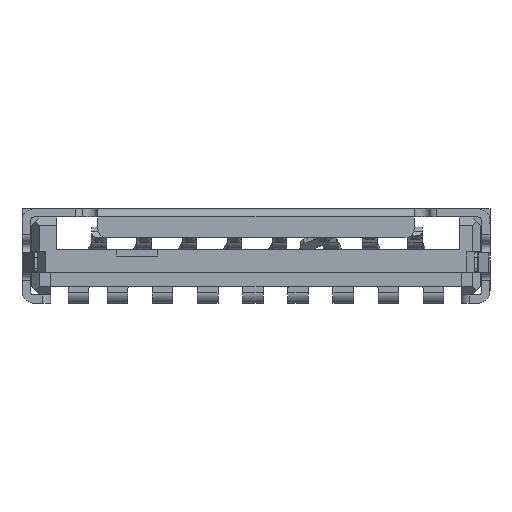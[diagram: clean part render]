
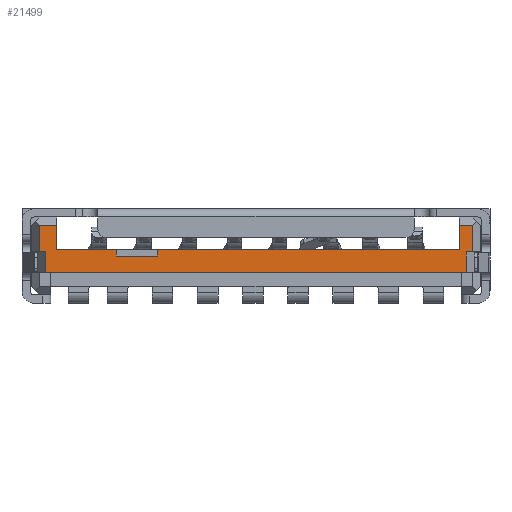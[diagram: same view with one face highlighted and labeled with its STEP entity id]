
A CAD part, front view. The second image highlights one B-rep face of the part: STEP entity #21499.
In plain terms, the highlighted free-form (B-spline) face has degree [1, 1] with [2, 2] control points.
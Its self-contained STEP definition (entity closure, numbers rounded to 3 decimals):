
#115 = ORIENTED_EDGE ( 'NONE', *, *, #8257, .T. ) ;
#134 = VERTEX_POINT ( 'NONE', #9808 ) ;
#570 = CARTESIAN_POINT ( 'NONE',  ( 5.486, -2.6, -0.523 ) ) ;
#615 = LINE ( 'NONE', #8713, #7869 ) ;
#624 = ORIENTED_EDGE ( 'NONE', *, *, #2869, .F. ) ;
#785 = CARTESIAN_POINT ( 'NONE',  ( 5.486, -2.6, 0.673 ) ) ;
#1058 = LINE ( 'NONE', #4410, #7418 ) ;
#1522 = EDGE_CURVE ( 'NONE', #11563, #5720, #13433, .T. ) ;
#1640 = ORIENTED_EDGE ( 'NONE', *, *, #1522, .F. ) ;
#1656 = ORIENTED_EDGE ( 'NONE', *, *, #5547, .F. ) ;
#1673 = DIRECTION ( 'NONE',  ( 1., 0., 0. ) ) ;
#1764 = DIRECTION ( 'NONE',  ( 1., 0., 0. ) ) ;
#2087 = LINE ( 'NONE', #5237, #18763 ) ;
#2397 = EDGE_CURVE ( 'NONE', #5720, #12282, #4822, .T. ) ;
#2482 = VECTOR ( 'NONE', #1673, 1000. ) ;
#2869 = EDGE_CURVE ( 'NONE', #8434, #8363, #3562, .T. ) ;
#3125 = CARTESIAN_POINT ( 'NONE',  ( 4.95, -2.6, 0.05 ) ) ;
#3270 = CARTESIAN_POINT ( 'NONE',  ( 5.275, -2.6, 0. ) ) ;
#3391 = CARTESIAN_POINT ( 'NONE',  ( 5.125, -2.6, -0.5 ) ) ;
#3535 = VECTOR ( 'NONE', #15605, 1000. ) ;
#3562 = LINE ( 'NONE', #17223, #13667 ) ;
#3976 = VECTOR ( 'NONE', #12102, 1000. ) ;
#4135 = EDGE_CURVE ( 'NONE', #12990, #6178, #1058, .T. ) ;
#4144 = CARTESIAN_POINT ( 'NONE',  ( -5.486, -2.6, -0.523 ) ) ;
#4256 = CARTESIAN_POINT ( 'NONE',  ( 4.95, -2.6, 0.65 ) ) ;
#4322 = EDGE_CURVE ( 'NONE', #8230, #8434, #20300, .T. ) ;
#4349 = VECTOR ( 'NONE', #18483, 1000. ) ;
#4410 = CARTESIAN_POINT ( 'NONE',  ( 5.125, -2.6, 0. ) ) ;
#4821 = CARTESIAN_POINT ( 'NONE',  ( 5.125, -2.6, -0.5 ) ) ;
#4822 = LINE ( 'NONE', #9960, #4349 ) ;
#5032 = VERTEX_POINT ( 'NONE', #11858 ) ;
#5237 = CARTESIAN_POINT ( 'NONE',  ( -2.4, -2.6, 0.05 ) ) ;
#5407 = ORIENTED_EDGE ( 'NONE', *, *, #14163, .T. ) ;
#5455 = CARTESIAN_POINT ( 'NONE',  ( -4.85, -2.6, 0.65 ) ) ;
#5514 = LINE ( 'NONE', #17391, #3535 ) ;
#5547 = EDGE_CURVE ( 'NONE', #7811, #8230, #15425, .T. ) ;
#5626 = VERTEX_POINT ( 'NONE', #10817 ) ;
#5720 = VERTEX_POINT ( 'NONE', #16302 ) ;
#5815 = CARTESIAN_POINT ( 'NONE',  ( -5.486, -2.6, 0.673 ) ) ;
#5869 = EDGE_CURVE ( 'NONE', #5032, #5626, #5514, .T. ) ;
#6178 = VERTEX_POINT ( 'NONE', #4821 ) ;
#6186 = VECTOR ( 'NONE', #9881, 1000. ) ;
#6524 = CARTESIAN_POINT ( 'NONE',  ( -5.275, -2.6, 0. ) ) ;
#6918 = CARTESIAN_POINT ( 'NONE',  ( 5.125, -2.6, 0. ) ) ;
#7026 = CARTESIAN_POINT ( 'NONE',  ( -4.85, -2.6, 0.05 ) ) ;
#7363 = DIRECTION ( 'NONE',  ( 1., 0., 0. ) ) ;
#7418 = VECTOR ( 'NONE', #7867, 1000. ) ;
#7811 = VERTEX_POINT ( 'NONE', #13448 ) ;
#7867 = DIRECTION ( 'NONE',  ( 0., 0., -1. ) ) ;
#7869 = VECTOR ( 'NONE', #20353, 1000. ) ;
#8081 = VERTEX_POINT ( 'NONE', #3125 ) ;
#8230 = VERTEX_POINT ( 'NONE', #7026 ) ;
#8257 = EDGE_CURVE ( 'NONE', #12990, #12282, #20577, .T. ) ;
#8332 = CARTESIAN_POINT ( 'NONE',  ( -4.85, -2.6, 0.05 ) ) ;
#8363 = VERTEX_POINT ( 'NONE', #19460 ) ;
#8434 = VERTEX_POINT ( 'NONE', #9258 ) ;
#8635 = CARTESIAN_POINT ( 'NONE',  ( -5.125, -2.6, 0. ) ) ;
#8703 = DIRECTION ( 'NONE',  ( 0., 0., -1. ) ) ;
#8713 = CARTESIAN_POINT ( 'NONE',  ( -5.275, -2.6, 0.65 ) ) ;
#8725 = CARTESIAN_POINT ( 'NONE',  ( 4.95, -2.6, 0.65 ) ) ;
#9221 = VECTOR ( 'NONE', #15056, 1000. ) ;
#9258 = CARTESIAN_POINT ( 'NONE',  ( -3.4, -2.6, 0.05 ) ) ;
#9808 = CARTESIAN_POINT ( 'NONE',  ( -5.125, -2.6, -0.5 ) ) ;
#9881 = DIRECTION ( 'NONE',  ( -1., 0., 0. ) ) ;
#9960 = CARTESIAN_POINT ( 'NONE',  ( 5.275, -2.6, 0.65 ) ) ;
#9997 = ORIENTED_EDGE ( 'NONE', *, *, #12414, .T. ) ;
#10627 = CARTESIAN_POINT ( 'NONE',  ( -3.4, -2.6, -0.1 ) ) ;
#10817 = CARTESIAN_POINT ( 'NONE',  ( -2.4, -2.6, 0.05 ) ) ;
#10972 = DIRECTION ( 'NONE',  ( 0., 0., -1. ) ) ;
#11052 = LINE ( 'NONE', #17571, #20110 ) ;
#11183 = FACE_OUTER_BOUND ( 'NONE', #21959, .T. ) ;
#11306 = LINE ( 'NONE', #12766, #12295 ) ;
#11367 = VECTOR ( 'NONE', #17543, 1000. ) ;
#11563 = VERTEX_POINT ( 'NONE', #18119 ) ;
#11729 = EDGE_CURVE ( 'NONE', #20899, #19716, #615, .T. ) ;
#11779 = LINE ( 'NONE', #10627, #20180 ) ;
#11858 = CARTESIAN_POINT ( 'NONE',  ( -2.4, -2.6, -0.1 ) ) ;
#11893 = DIRECTION ( 'NONE',  ( 1., 0., 0. ) ) ;
#12102 = DIRECTION ( 'NONE',  ( 0., 0., -1. ) ) ;
#12113 = ORIENTED_EDGE ( 'NONE', *, *, #4322, .F. ) ;
#12282 = VERTEX_POINT ( 'NONE', #3270 ) ;
#12295 = VECTOR ( 'NONE', #12555, 1000. ) ;
#12335 = LINE ( 'NONE', #8635, #3976 ) ;
#12414 = EDGE_CURVE ( 'NONE', #17945, #134, #12335, .T. ) ;
#12458 = ORIENTED_EDGE ( 'NONE', *, *, #20183, .F. ) ;
#12555 = DIRECTION ( 'NONE',  ( 1., 0., 0. ) ) ;
#12661 = LINE ( 'NONE', #4256, #18715 ) ;
#12766 = CARTESIAN_POINT ( 'NONE',  ( -5.275, -2.6, 0.65 ) ) ;
#12990 = VERTEX_POINT ( 'NONE', #13165 ) ;
#13165 = CARTESIAN_POINT ( 'NONE',  ( 5.125, -2.6, 0. ) ) ;
#13433 = LINE ( 'NONE', #8725, #2482 ) ;
#13448 = CARTESIAN_POINT ( 'NONE',  ( -4.85, -2.6, 0.65 ) ) ;
#13667 = VECTOR ( 'NONE', #8703, 1000. ) ;
#13675 = ORIENTED_EDGE ( 'NONE', *, *, #18486, .F. ) ;
#13882 = ORIENTED_EDGE ( 'NONE', *, *, #2397, .F. ) ;
#14163 = EDGE_CURVE ( 'NONE', #19716, #17945, #11052, .T. ) ;
#15024 = VECTOR ( 'NONE', #19239, 1000. ) ;
#15056 = DIRECTION ( 'NONE',  ( 1., 0., 0. ) ) ;
#15145 = ORIENTED_EDGE ( 'NONE', *, *, #18313, .F. ) ;
#15425 = LINE ( 'NONE', #5455, #11367 ) ;
#15605 = DIRECTION ( 'NONE',  ( 0., 0., 1. ) ) ;
#16041 = ORIENTED_EDGE ( 'NONE', *, *, #19844, .F. ) ;
#16302 = CARTESIAN_POINT ( 'NONE',  ( 5.275, -2.6, 0.65 ) ) ;
#16609 = ORIENTED_EDGE ( 'NONE', *, *, #18538, .T. ) ;
#16734 = ORIENTED_EDGE ( 'NONE', *, *, #5869, .F. ) ;
#17167 = CARTESIAN_POINT ( 'NONE',  ( -5.275, -2.6, 0.65 ) ) ;
#17211 = B_SPLINE_SURFACE_WITH_KNOTS ( 'NONE', 1, 1, ( 
 ( #5815, #4144 ),
 ( #785, #570 ) ),
 .UNSPECIFIED., .F., .F., .F.,
 ( 2, 2 ),
 ( 2, 2 ),
 ( -5.486, 5.486 ),
 ( -0.598, 0.598 ),
 .UNSPECIFIED. ) ;
#17223 = CARTESIAN_POINT ( 'NONE',  ( -3.4, -2.6, 0.05 ) ) ;
#17391 = CARTESIAN_POINT ( 'NONE',  ( -2.4, -2.6, -0.1 ) ) ;
#17543 = DIRECTION ( 'NONE',  ( 0., 0., -1. ) ) ;
#17571 = CARTESIAN_POINT ( 'NONE',  ( -5.275, -2.6, 0. ) ) ;
#17945 = VERTEX_POINT ( 'NONE', #18097 ) ;
#18097 = CARTESIAN_POINT ( 'NONE',  ( -5.125, -2.6, 0. ) ) ;
#18119 = CARTESIAN_POINT ( 'NONE',  ( 4.95, -2.6, 0.65 ) ) ;
#18313 = EDGE_CURVE ( 'NONE', #6178, #134, #20063, .T. ) ;
#18483 = DIRECTION ( 'NONE',  ( 0., 0., -1. ) ) ;
#18486 = EDGE_CURVE ( 'NONE', #20899, #7811, #11306, .T. ) ;
#18538 = EDGE_CURVE ( 'NONE', #11563, #8081, #12661, .T. ) ;
#18715 = VECTOR ( 'NONE', #10972, 1000. ) ;
#18763 = VECTOR ( 'NONE', #1764, 1000. ) ;
#19239 = DIRECTION ( 'NONE',  ( 1., 0., 0. ) ) ;
#19460 = CARTESIAN_POINT ( 'NONE',  ( -3.4, -2.6, -0.1 ) ) ;
#19716 = VERTEX_POINT ( 'NONE', #6524 ) ;
#19844 = EDGE_CURVE ( 'NONE', #8363, #5032, #11779, .T. ) ;
#20063 = LINE ( 'NONE', #3391, #6186 ) ;
#20110 = VECTOR ( 'NONE', #7363, 1000. ) ;
#20180 = VECTOR ( 'NONE', #11893, 1000. ) ;
#20183 = EDGE_CURVE ( 'NONE', #5626, #8081, #2087, .T. ) ;
#20300 = LINE ( 'NONE', #8332, #9221 ) ;
#20353 = DIRECTION ( 'NONE',  ( 0., 0., -1. ) ) ;
#20577 = LINE ( 'NONE', #6918, #15024 ) ;
#20899 = VERTEX_POINT ( 'NONE', #17167 ) ;
#21106 = ORIENTED_EDGE ( 'NONE', *, *, #11729, .T. ) ;
#21499 = ADVANCED_FACE ( 'NONE', ( #11183 ), #17211, .F. ) ;
#21959 = EDGE_LOOP ( 'NONE', ( #15145, #22028, #115, #13882, #1640, #16609, #12458, #16734, #16041, #624, #12113, #1656, #13675, #21106, #5407, #9997 ) ) ;
#22028 = ORIENTED_EDGE ( 'NONE', *, *, #4135, .F. ) ;
